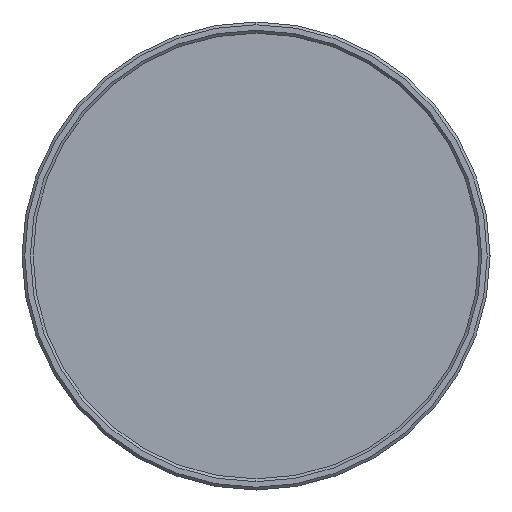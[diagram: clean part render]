
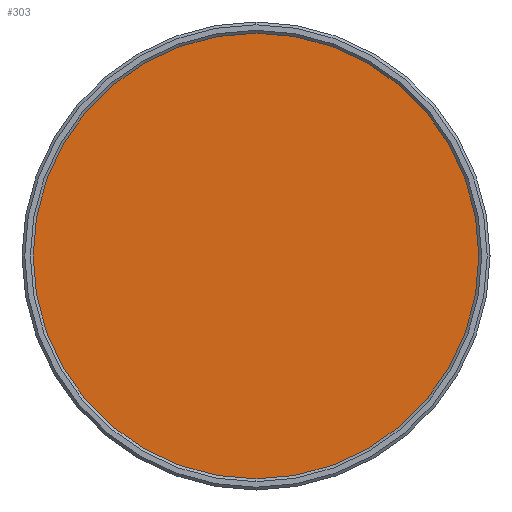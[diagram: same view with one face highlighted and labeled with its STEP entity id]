
A CAD part, left-side view. The second image highlights one B-rep face of the part: STEP entity #303.
In plain terms, the highlighted planar face has unit normal (-1, 0, 0).
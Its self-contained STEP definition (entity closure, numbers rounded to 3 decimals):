
#60 = VERTEX_POINT ( 'NONE', #1252 ) ;
#97 = VERTEX_POINT ( 'NONE', #348 ) ;
#108 = DIRECTION ( 'NONE',  ( 1., 0., 0. ) ) ;
#181 = EDGE_CURVE ( 'NONE', #60, #97, #1169, .T. ) ;
#228 = AXIS2_PLACEMENT_3D ( 'NONE', #1385, #597, #1275 ) ;
#241 = ORIENTED_EDGE ( 'NONE', *, *, #1131, .F. ) ;
#303 = ADVANCED_FACE ( 'NONE', ( #1397 ), #911, .T. ) ;
#348 = CARTESIAN_POINT ( 'NONE',  ( 5., 0., -20. ) ) ;
#355 = EDGE_LOOP ( 'NONE', ( #241, #591 ) ) ;
#509 = AXIS2_PLACEMENT_3D ( 'NONE', #565, #575, #1367 ) ;
#565 = CARTESIAN_POINT ( 'NONE',  ( 5., 20., 0. ) ) ;
#575 = DIRECTION ( 'NONE',  ( -1., 0., 0. ) ) ;
#591 = ORIENTED_EDGE ( 'NONE', *, *, #181, .F. ) ;
#597 = DIRECTION ( 'NONE',  ( 1., 0., 0. ) ) ;
#775 = DIRECTION ( 'NONE',  ( 0., 0., -1. ) ) ;
#842 = AXIS2_PLACEMENT_3D ( 'NONE', #890, #108, #775 ) ;
#890 = CARTESIAN_POINT ( 'NONE',  ( 5., 0., 0. ) ) ;
#911 = PLANE ( 'NONE',  #509 ) ;
#1131 = EDGE_CURVE ( 'NONE', #97, #60, #1157, .T. ) ;
#1157 = CIRCLE ( 'NONE', #228, 20. ) ;
#1169 = CIRCLE ( 'NONE', #842, 20. ) ;
#1252 = CARTESIAN_POINT ( 'NONE',  ( 5., 0., 20. ) ) ;
#1275 = DIRECTION ( 'NONE',  ( 0., 0., -1. ) ) ;
#1367 = DIRECTION ( 'NONE',  ( 0., 0., 1. ) ) ;
#1385 = CARTESIAN_POINT ( 'NONE',  ( 5., 0., 0. ) ) ;
#1397 = FACE_OUTER_BOUND ( 'NONE', #355, .T. ) ;
